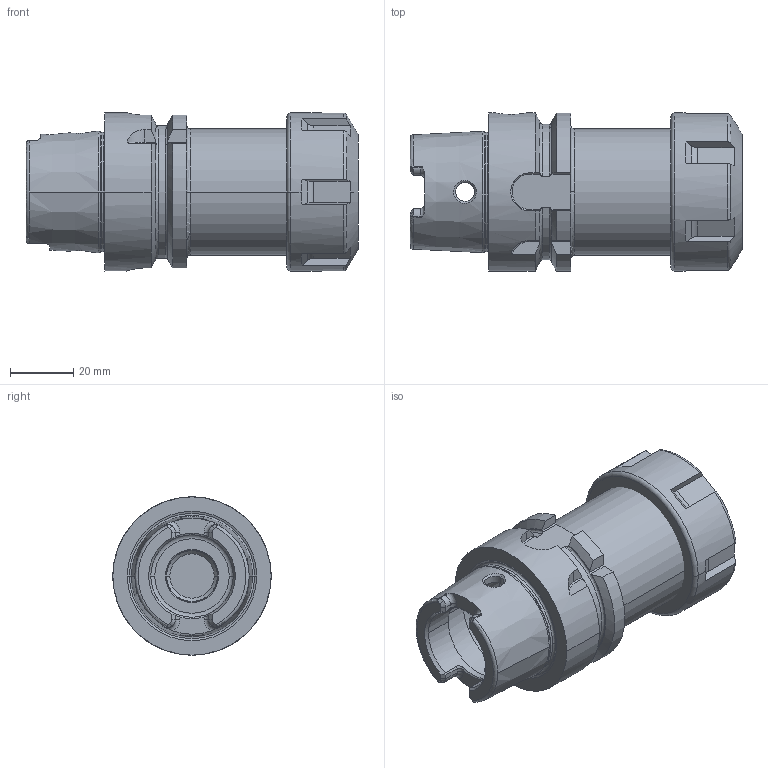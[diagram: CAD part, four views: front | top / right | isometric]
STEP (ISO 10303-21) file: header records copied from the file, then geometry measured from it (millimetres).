
FILE_DESCRIPTION((''),'2;1');
FILE_NAME('A50-025-32_ASM','2011-08-31T',('mei'),(''),'PRO/ENGINEER BY PARAMETRIC TECHNOLOGY CORPORATION, 2010430','PRO/ENGINEER BY PARAMETRIC TECHNOLOGY CORPORATION, 2010430','');
FILE_SCHEMA(('CONFIG_CONTROL_DESIGN'));
Length unit declared in the file: millimetre
Products named in the file (3): A50-025-32; 83-912-32; A50-025-32_ASM
Assembly tree (2 placements, depth 2):
  A50-025-32_ASM
    A50-025-32
    83-912-32
Bounding box: 104.9 x 50 x 50 mm (x, y, z)
Volume: 121056.3 mm3; surface area: 30155.6 mm2
Topology: 2 solids, 3 shells, 227 faces, 592 edges, 370 vertices
Faces by surface type: plane 90, cylinder 57, torus 36, cone 34, bspline 8, extrusion 2
Entity records: 8323 total; most frequent: CARTESIAN_POINT 2865, ORIENTED_EDGE 1180, DIRECTION 1062, EDGE_CURVE 592, AXIS2_PLACEMENT_3D 406, VERTEX_POINT 370, VECTOR 250, LINE 248
